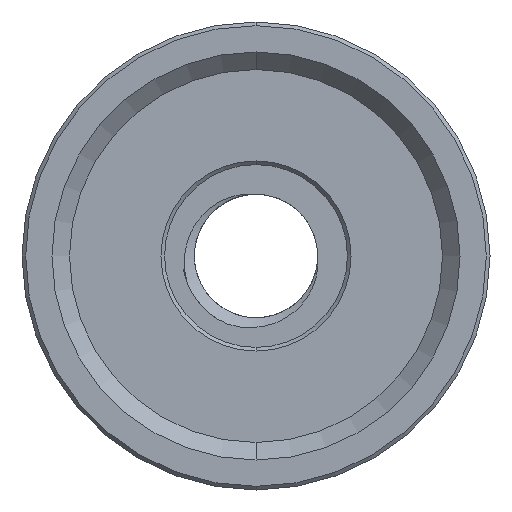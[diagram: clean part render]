
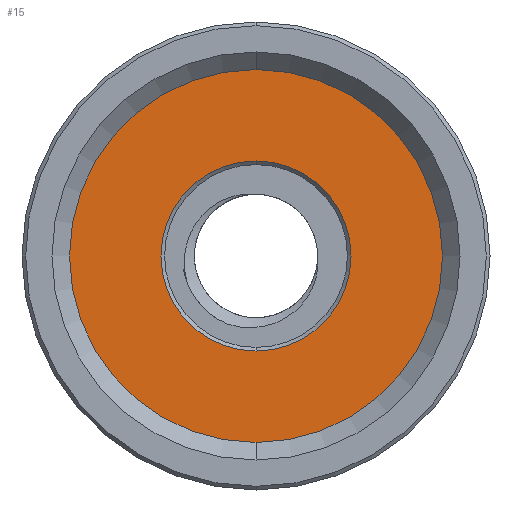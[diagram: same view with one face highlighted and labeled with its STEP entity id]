
A CAD part, front view. The second image highlights one B-rep face of the part: STEP entity #15.
In plain terms, the highlighted planar face has unit normal (0, -1, 0).
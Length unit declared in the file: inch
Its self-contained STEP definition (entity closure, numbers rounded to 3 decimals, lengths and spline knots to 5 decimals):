
#15 = ADVANCED_FACE ( 'NONE', ( #1937, #5657 ), #6763, .F. ) ;
#746 = DIRECTION ( 'NONE',  ( 0., 0., 1. ) ) ;
#825 = DIRECTION ( 'NONE',  ( 0., -1., 0. ) ) ;
#1382 = ORIENTED_EDGE ( 'NONE', *, *, #7363, .T. ) ;
#1937 = FACE_BOUND ( 'NONE', #9823, .T. ) ;
#2713 = EDGE_CURVE ( 'NONE', #5333, #12794, #5921, .T. ) ;
#3546 = CARTESIAN_POINT ( 'NONE',  ( 0., -0.0883, 0. ) ) ;
#3896 = AXIS2_PLACEMENT_3D ( 'NONE', #4170, #10096, #4320 ) ;
#4170 = CARTESIAN_POINT ( 'NONE',  ( 0., -0.0883, 0. ) ) ;
#4320 = DIRECTION ( 'NONE',  ( 0., 0., 1. ) ) ;
#4486 = ORIENTED_EDGE ( 'NONE', *, *, #10879, .T. ) ;
#4552 = DIRECTION ( 'NONE',  ( 0., 0., -1. ) ) ;
#4870 = CARTESIAN_POINT ( 'NONE',  ( 0., -0.0883, 0.325 ) ) ;
#5309 = AXIS2_PLACEMENT_3D ( 'NONE', #8403, #11002, #8484 ) ;
#5333 = VERTEX_POINT ( 'NONE', #6486 ) ;
#5657 = FACE_OUTER_BOUND ( 'NONE', #6200, .T. ) ;
#5921 = CIRCLE ( 'NONE', #8206, 0.6375 ) ;
#6200 = EDGE_LOOP ( 'NONE', ( #14802, #6843 ) ) ;
#6486 = CARTESIAN_POINT ( 'NONE',  ( 0., -0.0883, 0.6375 ) ) ;
#6763 = PLANE ( 'NONE',  #7809 ) ;
#6843 = ORIENTED_EDGE ( 'NONE', *, *, #2713, .T. ) ;
#7363 = EDGE_CURVE ( 'NONE', #11416, #14517, #9106, .T. ) ;
#7809 = AXIS2_PLACEMENT_3D ( 'NONE', #11566, #15291, #746 ) ;
#8206 = AXIS2_PLACEMENT_3D ( 'NONE', #3546, #8221, #14199 ) ;
#8221 = DIRECTION ( 'NONE',  ( 0., -1., 0. ) ) ;
#8403 = CARTESIAN_POINT ( 'NONE',  ( 0., -0.0883, 0. ) ) ;
#8452 = CIRCLE ( 'NONE', #3896, 0.325 ) ;
#8453 = AXIS2_PLACEMENT_3D ( 'NONE', #15448, #825, #4552 ) ;
#8484 = DIRECTION ( 'NONE',  ( 0., 0., 1. ) ) ;
#9106 = CIRCLE ( 'NONE', #5309, 0.325 ) ;
#9823 = EDGE_LOOP ( 'NONE', ( #4486, #1382 ) ) ;
#9882 = EDGE_CURVE ( 'NONE', #12794, #5333, #10208, .T. ) ;
#10096 = DIRECTION ( 'NONE',  ( 0., 1., 0. ) ) ;
#10208 = CIRCLE ( 'NONE', #8453, 0.6375 ) ;
#10879 = EDGE_CURVE ( 'NONE', #14517, #11416, #8452, .T. ) ;
#11002 = DIRECTION ( 'NONE',  ( 0., 1., 0. ) ) ;
#11416 = VERTEX_POINT ( 'NONE', #4870 ) ;
#11566 = CARTESIAN_POINT ( 'NONE',  ( 0.3125, -0.0883, 0. ) ) ;
#12294 = CARTESIAN_POINT ( 'NONE',  ( 0., -0.0883, -0.6375 ) ) ;
#12739 = CARTESIAN_POINT ( 'NONE',  ( 0., -0.0883, -0.325 ) ) ;
#12794 = VERTEX_POINT ( 'NONE', #12294 ) ;
#14199 = DIRECTION ( 'NONE',  ( 0., 0., -1. ) ) ;
#14517 = VERTEX_POINT ( 'NONE', #12739 ) ;
#14802 = ORIENTED_EDGE ( 'NONE', *, *, #9882, .T. ) ;
#15291 = DIRECTION ( 'NONE',  ( 0., 1., 0. ) ) ;
#15448 = CARTESIAN_POINT ( 'NONE',  ( 0., -0.0883, 0. ) ) ;
